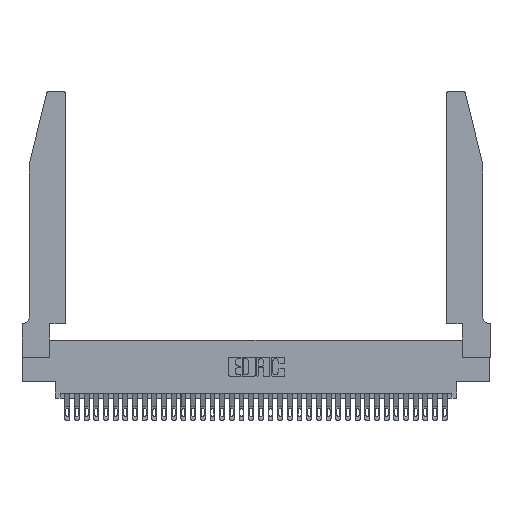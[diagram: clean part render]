
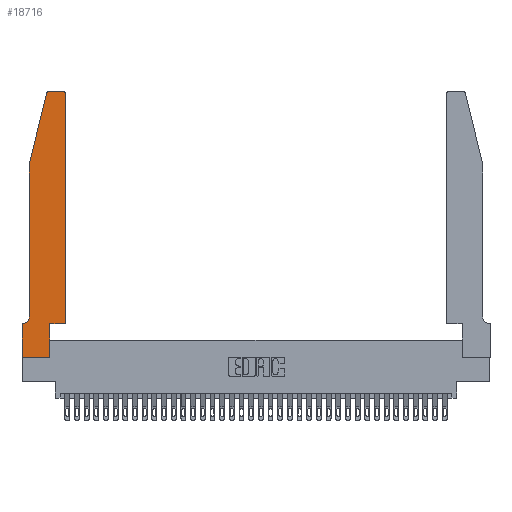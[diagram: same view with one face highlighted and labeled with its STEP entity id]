
A CAD part, top view. The second image highlights one B-rep face of the part: STEP entity #18716.
In plain terms, the highlighted planar face has unit normal (0, 0, 1).
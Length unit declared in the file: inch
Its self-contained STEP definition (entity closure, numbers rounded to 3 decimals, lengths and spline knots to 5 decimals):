
#590 = EDGE_CURVE ( 'NONE', #35285, #34486, #26688, .T. ) ;
#1621 = CARTESIAN_POINT ( 'NONE',  ( 0.0055, 0.42, 0.37 ) ) ;
#1865 = DIRECTION ( 'NONE',  ( -1., 0., 0. ) ) ;
#2005 = DIRECTION ( 'NONE',  ( 1., 0., 0. ) ) ;
#2046 = CARTESIAN_POINT ( 'NONE',  ( 0.4505, 0.35, 0.37 ) ) ;
#2099 = VECTOR ( 'NONE', #15186, 39.37008 ) ;
#2261 = DIRECTION ( 'NONE',  ( 0., 0., 1. ) ) ;
#2896 = CARTESIAN_POINT ( 'NONE',  ( 0.0755, 0.35, 0.37 ) ) ;
#3317 = ORIENTED_EDGE ( 'NONE', *, *, #9498, .T. ) ;
#3456 = CARTESIAN_POINT ( 'NONE',  ( 0.4505, 0.35, 0.37 ) ) ;
#4116 = VECTOR ( 'NONE', #13479, 39.37008 ) ;
#4150 = VERTEX_POINT ( 'NONE', #17842 ) ;
#4311 = LINE ( 'NONE', #32589, #10516 ) ;
#4596 = EDGE_CURVE ( 'NONE', #12731, #35285, #8754, .T. ) ;
#4772 = CARTESIAN_POINT ( 'NONE',  ( 0.284, 2.75, 0.37 ) ) ;
#5744 = EDGE_CURVE ( 'NONE', #22595, #26490, #18884, .T. ) ;
#5917 = LINE ( 'NONE', #35251, #4116 ) ;
#5987 = CARTESIAN_POINT ( 'NONE',  ( 0., 0.35, 0.37 ) ) ;
#6239 = CARTESIAN_POINT ( 'NONE',  ( 0.4505, 0.35, 0.37 ) ) ;
#6386 = EDGE_CURVE ( 'NONE', #27850, #4150, #36700, .T. ) ;
#7269 = CARTESIAN_POINT ( 'NONE',  ( 0.284, 2.72, 0.37 ) ) ;
#7411 = EDGE_CURVE ( 'NONE', #12057, #16906, #4311, .T. ) ;
#7537 = VECTOR ( 'NONE', #15866, 39.37008 ) ;
#8398 = DIRECTION ( 'NONE',  ( 0., 0., 1. ) ) ;
#8662 = VERTEX_POINT ( 'NONE', #20360 ) ;
#8754 = CIRCLE ( 'NONE', #21164, 0.07 ) ;
#8869 = DIRECTION ( 'NONE',  ( 1., 0., 0. ) ) ;
#9498 = EDGE_CURVE ( 'NONE', #18330, #12057, #5917, .T. ) ;
#9615 = EDGE_LOOP ( 'NONE', ( #32675, #33864, #29147, #13601, #35918, #15475, #33691, #3317, #20063, #34281, #18902, #26488 ) ) ;
#10092 = DIRECTION ( 'NONE',  ( -0.239, -0.971, 0. ) ) ;
#10403 = DIRECTION ( 'NONE',  ( 0., -1., 0. ) ) ;
#10463 = EDGE_CURVE ( 'NONE', #26490, #27850, #33487, .T. ) ;
#10516 = VECTOR ( 'NONE', #35569, 39.37008 ) ;
#10850 = VERTEX_POINT ( 'NONE', #3456 ) ;
#11472 = CARTESIAN_POINT ( 'NONE',  ( 0.2605, 2.75, 0.37 ) ) ;
#12057 = VERTEX_POINT ( 'NONE', #13106 ) ;
#12091 = CARTESIAN_POINT ( 'NONE',  ( 0.2865, 0.35, 0.37 ) ) ;
#12648 = EDGE_CURVE ( 'NONE', #8662, #12731, #14597, .T. ) ;
#12731 = VERTEX_POINT ( 'NONE', #26841 ) ;
#13106 = CARTESIAN_POINT ( 'NONE',  ( 0.2865, 0., 0.37 ) ) ;
#13319 = AXIS2_PLACEMENT_3D ( 'NONE', #27930, #13671, #36465 ) ;
#13479 = DIRECTION ( 'NONE',  ( 1., 0., 0. ) ) ;
#13601 = ORIENTED_EDGE ( 'NONE', *, *, #12648, .T. ) ;
#13671 = DIRECTION ( 'NONE',  ( 0., 0., 1. ) ) ;
#13676 = DIRECTION ( 'NONE',  ( 0., -1., 0. ) ) ;
#14597 = LINE ( 'NONE', #33436, #27127 ) ;
#15075 = EDGE_CURVE ( 'NONE', #4150, #8662, #30361, .T. ) ;
#15140 = VECTOR ( 'NONE', #10092, 39.37008 ) ;
#15186 = DIRECTION ( 'NONE',  ( 0., 1., 0. ) ) ;
#15352 = CARTESIAN_POINT ( 'NONE',  ( 0., 0.35, 0.37 ) ) ;
#15386 = CARTESIAN_POINT ( 'NONE',  ( 0.4205, 2.75, 0.37 ) ) ;
#15475 = ORIENTED_EDGE ( 'NONE', *, *, #590, .T. ) ;
#15866 = DIRECTION ( 'NONE',  ( 1., 0., 0. ) ) ;
#16906 = VERTEX_POINT ( 'NONE', #12091 ) ;
#17842 = CARTESIAN_POINT ( 'NONE',  ( 0.25487, 2.72718, 0.37 ) ) ;
#18330 = VERTEX_POINT ( 'NONE', #23975 ) ;
#18420 = DIRECTION ( 'NONE',  ( 0., 0., -1. ) ) ;
#18716 = ADVANCED_FACE ( 'NONE', ( #29633 ), #28831, .T. ) ;
#18884 = CIRCLE ( 'NONE', #13319, 0.03 ) ;
#18902 = ORIENTED_EDGE ( 'NONE', *, *, #25877, .T. ) ;
#20063 = ORIENTED_EDGE ( 'NONE', *, *, #7411, .T. ) ;
#20360 = CARTESIAN_POINT ( 'NONE',  ( 0.0755, 2., 0.37 ) ) ;
#20692 = AXIS2_PLACEMENT_3D ( 'NONE', #5987, #8398, #8869 ) ;
#21164 = AXIS2_PLACEMENT_3D ( 'NONE', #1621, #18420, #1865 ) ;
#21330 = LINE ( 'NONE', #28068, #21797 ) ;
#21797 = VECTOR ( 'NONE', #13676, 39.37008 ) ;
#22595 = VERTEX_POINT ( 'NONE', #25056 ) ;
#23975 = CARTESIAN_POINT ( 'NONE',  ( 0., 0., 0.37 ) ) ;
#25056 = CARTESIAN_POINT ( 'NONE',  ( 0.4505, 2.72, 0.37 ) ) ;
#25457 = EDGE_CURVE ( 'NONE', #16906, #10850, #28050, .T. ) ;
#25877 = EDGE_CURVE ( 'NONE', #10850, #22595, #35052, .T. ) ;
#26488 = ORIENTED_EDGE ( 'NONE', *, *, #5744, .T. ) ;
#26490 = VERTEX_POINT ( 'NONE', #15386 ) ;
#26688 = LINE ( 'NONE', #2896, #28525 ) ;
#26841 = CARTESIAN_POINT ( 'NONE',  ( 0.0755, 0.42, 0.37 ) ) ;
#27127 = VECTOR ( 'NONE', #10403, 39.37008 ) ;
#27850 = VERTEX_POINT ( 'NONE', #4772 ) ;
#27930 = CARTESIAN_POINT ( 'NONE',  ( 0.4205, 2.72, 0.37 ) ) ;
#28050 = LINE ( 'NONE', #2046, #7537 ) ;
#28068 = CARTESIAN_POINT ( 'NONE',  ( 0., 0., 0.37 ) ) ;
#28525 = VECTOR ( 'NONE', #34602, 39.37008 ) ;
#28831 = PLANE ( 'NONE',  #20692 ) ;
#28915 = DIRECTION ( 'NONE',  ( -1., 0., 0. ) ) ;
#28926 = CARTESIAN_POINT ( 'NONE',  ( 0.0755, 2., 0.37 ) ) ;
#29147 = ORIENTED_EDGE ( 'NONE', *, *, #15075, .T. ) ;
#29633 = FACE_OUTER_BOUND ( 'NONE', #9615, .T. ) ;
#30361 = LINE ( 'NONE', #28926, #15140 ) ;
#30986 = EDGE_CURVE ( 'NONE', #34486, #18330, #21330, .T. ) ;
#32157 = AXIS2_PLACEMENT_3D ( 'NONE', #7269, #2261, #2005 ) ;
#32589 = CARTESIAN_POINT ( 'NONE',  ( 0.2865, 0.35, 0.37 ) ) ;
#32675 = ORIENTED_EDGE ( 'NONE', *, *, #10463, .T. ) ;
#33436 = CARTESIAN_POINT ( 'NONE',  ( 0.0755, 2., 0.37 ) ) ;
#33487 = LINE ( 'NONE', #11472, #35218 ) ;
#33691 = ORIENTED_EDGE ( 'NONE', *, *, #30986, .T. ) ;
#33864 = ORIENTED_EDGE ( 'NONE', *, *, #6386, .T. ) ;
#34281 = ORIENTED_EDGE ( 'NONE', *, *, #25457, .T. ) ;
#34486 = VERTEX_POINT ( 'NONE', #15352 ) ;
#34602 = DIRECTION ( 'NONE',  ( -1., 0., 0. ) ) ;
#35052 = LINE ( 'NONE', #6239, #2099 ) ;
#35218 = VECTOR ( 'NONE', #28915, 39.37008 ) ;
#35251 = CARTESIAN_POINT ( 'NONE',  ( 0., 0., 0.37 ) ) ;
#35285 = VERTEX_POINT ( 'NONE', #36763 ) ;
#35569 = DIRECTION ( 'NONE',  ( 0., 1., 0. ) ) ;
#35918 = ORIENTED_EDGE ( 'NONE', *, *, #4596, .T. ) ;
#36465 = DIRECTION ( 'NONE',  ( 1., 0., 0. ) ) ;
#36700 = CIRCLE ( 'NONE', #32157, 0.03 ) ;
#36763 = CARTESIAN_POINT ( 'NONE',  ( 0.0055, 0.35, 0.37 ) ) ;
